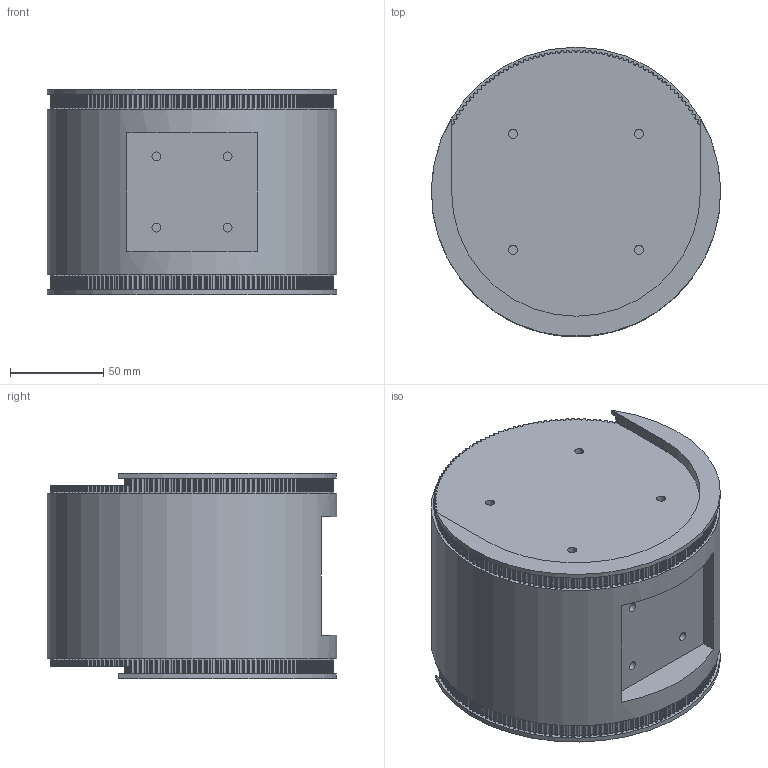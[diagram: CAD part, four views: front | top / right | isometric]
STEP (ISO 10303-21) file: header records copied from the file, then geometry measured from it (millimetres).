
FILE_DESCRIPTION(/* description */ ('STEP AP242','CAx-IF Rec.Pracs.---Representation and Presentation of Product Manufacturing Information (PMI)---4.0---2014-10-13','CAx-IF Rec.Pracs.---3D Tessellated Geometry---0.4---2014-09-14','2;1','CAx-IF Rec.Pracs.---User Defined Attributes---1.5---2016-08-15'),/* implementation_level */ '2;1');
FILE_NAME(/* name */ '69112b06bef6f3e6e8224e7b',/* time_stamp */ '2025-11-10T00:00:08Z',/* author */ (''),/* organization */ (''),/* preprocessor_version */ 'ST-DEVELOPER v20',/* originating_system */ 'ONSHAPE BY PTC INC, 1.206',/* authorisation */ ' ');
FILE_SCHEMA (('AP242_MANAGED_MODEL_BASED_3D_ENGINEERING_MIM_LF { 1 0 10303 442 1 1 4 }'));
Length unit declared in the file: metre
Products named in the file (1): PART D - Tilt Pulley
Bounding box: 155.06 x 155.06 x 109.98 mm (x, y, z)
Volume: 1804360.2 mm3; surface area: 101486 mm2
Topology: 1 solids, 1 shells, 1966 faces, 5871 edges, 3914 vertices
Faces by surface type: cylinder 1937, plane 29
Full cylindrical faces by diameter (mm): 4.8 x12, 155.059 x1
Entity records: 68536 total; most frequent: DIRECTION 13680, CARTESIAN_POINT 11739, ORIENTED_EDGE 11716, EDGE_CURVE 5858, AXIS2_PLACEMENT_3D 5855, VERTEX_POINT 3914, CIRCLE 3888, EDGE_LOOP 1994
